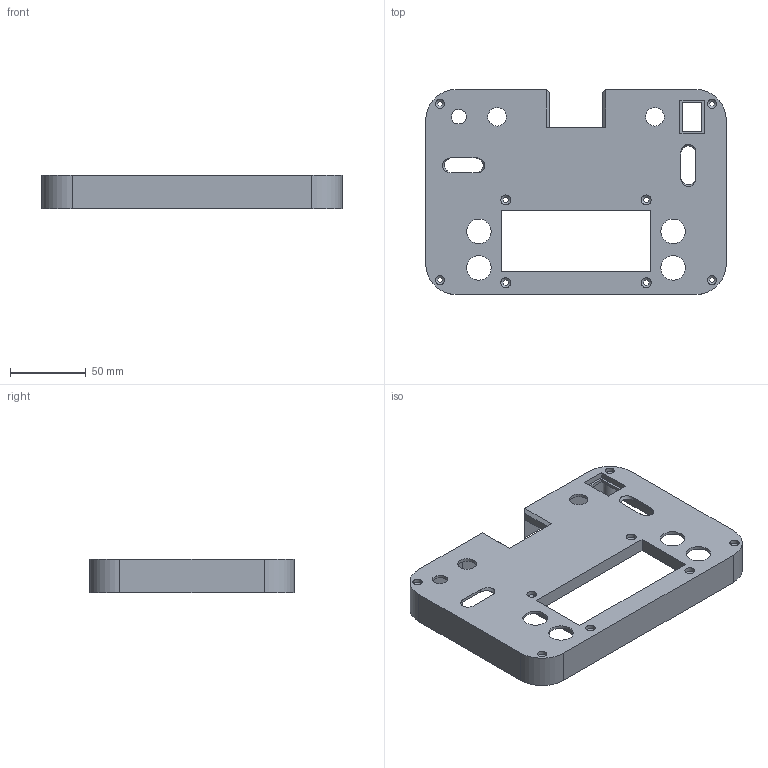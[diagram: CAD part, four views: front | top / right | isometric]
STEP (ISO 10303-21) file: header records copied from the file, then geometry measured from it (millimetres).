
FILE_DESCRIPTION(/* description */ (''),/* implementation_level */ '2;1');
FILE_NAME(/* name */ '11-12-01 RC upper body.step',/* time_stamp */ '2024-08-04T19:24:02+02:00',/* author */ (''),/* organization */ (''),/* preprocessor_version */ 'ST-DEVELOPER v20',/* originating_system */ 'Autodesk Translation Framework v13.14.0.145',/* authorisation */ '');
FILE_SCHEMA (('AUTOMOTIVE_DESIGN { 1 0 10303 214 3 1 1 }'));
Length unit declared in the file: millimetre
Products named in the file (1): 11-12-01 RC upper body
Bounding box: 198 x 135 x 22 mm (x, y, z)
Volume: 108315.3 mm3; surface area: 72799.2 mm2
Topology: 1 solids, 1 shells, 159 faces, 442 edges, 284 vertices
Faces by surface type: plane 87, cylinder 64, cone 8
Full cylindrical faces by diameter (mm): 3.2 x4, 3.7 x4, 4.1 x2, 6 x4, 6.5 x4, 12.2 x2, 16.2 x4
Entity records: 5200 total; most frequent: DIRECTION 898, CARTESIAN_POINT 886, ORIENTED_EDGE 884, EDGE_CURVE 442, LINE 306, VECTOR 306, AXIS2_PLACEMENT_3D 296, VERTEX_POINT 284
